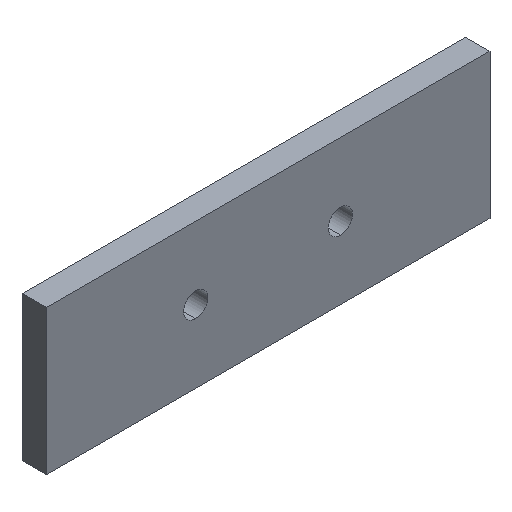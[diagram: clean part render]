
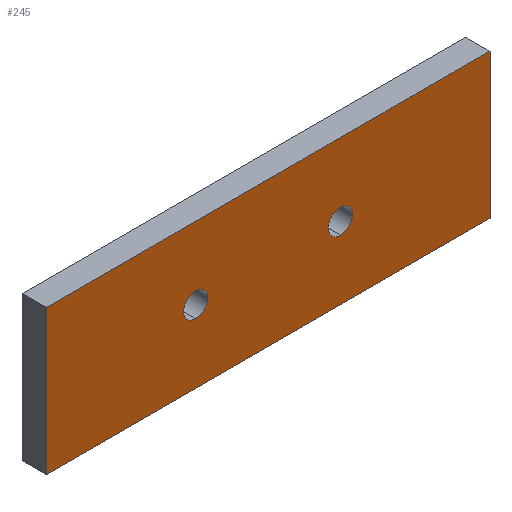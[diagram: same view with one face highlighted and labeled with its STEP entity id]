
A CAD part, isometric view. The second image highlights one B-rep face of the part: STEP entity #245.
In plain terms, the highlighted planar face has unit normal (0, -1, 0).
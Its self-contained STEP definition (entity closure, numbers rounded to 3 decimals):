
#2 = ORIENTED_EDGE ( 'NONE', *, *, #165, .T. ) ;
#14 = CARTESIAN_POINT ( 'NONE',  ( -15., 0., 0. ) ) ;
#17 = EDGE_LOOP ( 'NONE', ( #194, #139 ) ) ;
#20 = CARTESIAN_POINT ( 'NONE',  ( -46., 0., 15. ) ) ;
#26 = AXIS2_PLACEMENT_3D ( 'NONE', #14, #154, #124 ) ;
#27 = FACE_BOUND ( 'NONE', #130, .T. ) ;
#31 = LINE ( 'NONE', #272, #252 ) ;
#40 = DIRECTION ( 'NONE',  ( 0., 1., 0. ) ) ;
#43 = LINE ( 'NONE', #183, #205 ) ;
#48 = VECTOR ( 'NONE', #65, 1000. ) ;
#49 = EDGE_CURVE ( 'NONE', #162, #290, #31, .T. ) ;
#55 = ORIENTED_EDGE ( 'NONE', *, *, #309, .F. ) ;
#56 = DIRECTION ( 'NONE',  ( 0., 1., 0. ) ) ;
#59 = AXIS2_PLACEMENT_3D ( 'NONE', #233, #40, #89 ) ;
#60 = CARTESIAN_POINT ( 'NONE',  ( -46., 0., -15. ) ) ;
#63 = VERTEX_POINT ( 'NONE', #60 ) ;
#65 = DIRECTION ( 'NONE',  ( 1., 0., 0. ) ) ;
#66 = CARTESIAN_POINT ( 'NONE',  ( 46., 0., 15. ) ) ;
#68 = EDGE_CURVE ( 'NONE', #111, #289, #301, .T. ) ;
#72 = FACE_BOUND ( 'NONE', #17, .T. ) ;
#85 = VECTOR ( 'NONE', #236, 1000. ) ;
#89 = DIRECTION ( 'NONE',  ( 0., 0., 1. ) ) ;
#94 = AXIS2_PLACEMENT_3D ( 'NONE', #283, #204, #260 ) ;
#95 = CIRCLE ( 'NONE', #94, 2.5 ) ;
#104 = EDGE_CURVE ( 'NONE', #180, #162, #317, .T. ) ;
#106 = VERTEX_POINT ( 'NONE', #145 ) ;
#107 = EDGE_LOOP ( 'NONE', ( #239, #220, #55, #125 ) ) ;
#111 = VERTEX_POINT ( 'NONE', #172 ) ;
#124 = DIRECTION ( 'NONE',  ( 0., 0., 1. ) ) ;
#125 = ORIENTED_EDGE ( 'NONE', *, *, #235, .F. ) ;
#129 = FACE_OUTER_BOUND ( 'NONE', #107, .T. ) ;
#130 = EDGE_LOOP ( 'NONE', ( #2, #324 ) ) ;
#132 = CIRCLE ( 'NONE', #59, 2.5 ) ;
#134 = AXIS2_PLACEMENT_3D ( 'NONE', #192, #56, #322 ) ;
#139 = ORIENTED_EDGE ( 'NONE', *, *, #195, .T. ) ;
#145 = CARTESIAN_POINT ( 'NONE',  ( -15., 0., -2.5 ) ) ;
#154 = DIRECTION ( 'NONE',  ( 0., 1., 0. ) ) ;
#162 = VERTEX_POINT ( 'NONE', #66 ) ;
#165 = EDGE_CURVE ( 'NONE', #289, #111, #95, .T. ) ;
#172 = CARTESIAN_POINT ( 'NONE',  ( 15., 0., -2.5 ) ) ;
#174 = CARTESIAN_POINT ( 'NONE',  ( -15., 0., 2.5 ) ) ;
#180 = VERTEX_POINT ( 'NONE', #201 ) ;
#181 = CARTESIAN_POINT ( 'NONE',  ( 46., 0., -15. ) ) ;
#183 = CARTESIAN_POINT ( 'NONE',  ( -46., 0., -15. ) ) ;
#184 = CARTESIAN_POINT ( 'NONE',  ( 15., 0., 2.5 ) ) ;
#189 = LINE ( 'NONE', #20, #85 ) ;
#191 = VERTEX_POINT ( 'NONE', #174 ) ;
#192 = CARTESIAN_POINT ( 'NONE',  ( 15., 0., 0. ) ) ;
#194 = ORIENTED_EDGE ( 'NONE', *, *, #224, .T. ) ;
#195 = EDGE_CURVE ( 'NONE', #106, #191, #132, .T. ) ;
#197 = CARTESIAN_POINT ( 'NONE',  ( -46., 0., 15. ) ) ;
#201 = CARTESIAN_POINT ( 'NONE',  ( -46., 0., 15. ) ) ;
#204 = DIRECTION ( 'NONE',  ( 0., 1., 0. ) ) ;
#205 = VECTOR ( 'NONE', #240, 1000. ) ;
#219 = CIRCLE ( 'NONE', #26, 2.5 ) ;
#220 = ORIENTED_EDGE ( 'NONE', *, *, #104, .F. ) ;
#224 = EDGE_CURVE ( 'NONE', #191, #106, #219, .T. ) ;
#233 = CARTESIAN_POINT ( 'NONE',  ( -15., 0., 0. ) ) ;
#235 = EDGE_CURVE ( 'NONE', #290, #63, #43, .T. ) ;
#236 = DIRECTION ( 'NONE',  ( 0., 0., 1. ) ) ;
#239 = ORIENTED_EDGE ( 'NONE', *, *, #49, .F. ) ;
#240 = DIRECTION ( 'NONE',  ( -1., 0., 0. ) ) ;
#241 = DIRECTION ( 'NONE',  ( 0., 0., -1. ) ) ;
#245 = ADVANCED_FACE ( 'NONE', ( #72, #27, #129 ), #264, .T. ) ;
#252 = VECTOR ( 'NONE', #302, 1000. ) ;
#259 = AXIS2_PLACEMENT_3D ( 'NONE', #337, #261, #241 ) ;
#260 = DIRECTION ( 'NONE',  ( 0., 0., 1. ) ) ;
#261 = DIRECTION ( 'NONE',  ( 0., -1., 0. ) ) ;
#264 = PLANE ( 'NONE',  #259 ) ;
#272 = CARTESIAN_POINT ( 'NONE',  ( 46., 0., 15. ) ) ;
#283 = CARTESIAN_POINT ( 'NONE',  ( 15., 0., 0. ) ) ;
#289 = VERTEX_POINT ( 'NONE', #184 ) ;
#290 = VERTEX_POINT ( 'NONE', #181 ) ;
#301 = CIRCLE ( 'NONE', #134, 2.5 ) ;
#302 = DIRECTION ( 'NONE',  ( 0., 0., -1. ) ) ;
#309 = EDGE_CURVE ( 'NONE', #63, #180, #189, .T. ) ;
#317 = LINE ( 'NONE', #197, #48 ) ;
#322 = DIRECTION ( 'NONE',  ( 0., 0., 1. ) ) ;
#324 = ORIENTED_EDGE ( 'NONE', *, *, #68, .T. ) ;
#337 = CARTESIAN_POINT ( 'NONE',  ( 0., 0., 0. ) ) ;
